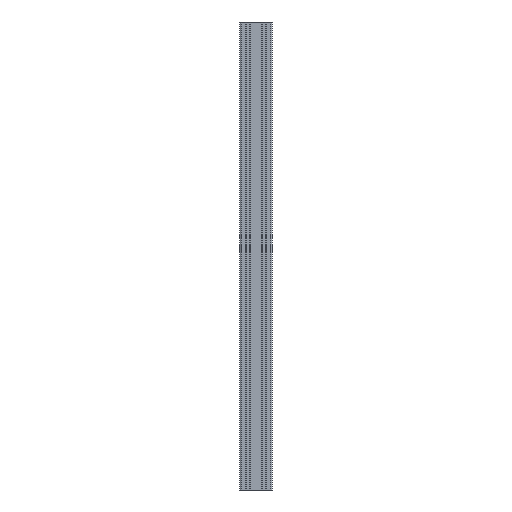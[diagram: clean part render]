
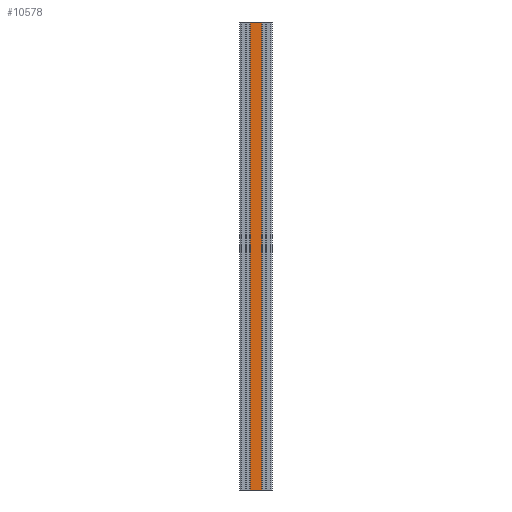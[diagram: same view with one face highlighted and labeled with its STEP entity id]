
A CAD part, front view. The second image highlights one B-rep face of the part: STEP entity #10578.
In plain terms, the highlighted planar face has unit normal (0, -1, 0).
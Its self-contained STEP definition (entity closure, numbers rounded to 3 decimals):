
#6775=CARTESIAN_POINT('',(30.138,-28.914,0.0));
#6776=VERTEX_POINT('',#6775);
#6783=CARTESIAN_POINT('',(-3.061,-28.914,0.0));
#6784=VERTEX_POINT('',#6783);
#6785=CARTESIAN_POINT('',(-3.061,-28.914,0.0));
#6786=DIRECTION('',(1.0,0.0,0.0));
#6787=VECTOR('',#6786,33.199);
#6788=LINE('',#6785,#6787);
#6789=EDGE_CURVE('',#6784,#6776,#6788,.T.);
#10536=CARTESIAN_POINT('',(30.138,-28.914,1300.0));
#10537=VERTEX_POINT('',#10536);
#10544=CARTESIAN_POINT('',(30.138,-28.914,0.0));
#10545=DIRECTION('',(0.0,0.0,1.0));
#10546=VECTOR('',#10545,1300.0);
#10547=LINE('',#10544,#10546);
#10548=EDGE_CURVE('',#6776,#10537,#10547,.T.);
#10555=CARTESIAN_POINT('',(30.138,-28.914,0.0));
#10556=DIRECTION('',(0.0,-1.0,0.0));
#10557=DIRECTION('',(0.0,0.0,-1.0));
#10558=AXIS2_PLACEMENT_3D('',#10555,#10556,#10557);
#10559=PLANE('',#10558);
#10560=CARTESIAN_POINT('',(-3.061,-28.914,1300.0));
#10561=VERTEX_POINT('',#10560);
#10562=CARTESIAN_POINT('',(30.138,-28.914,1300.0));
#10563=DIRECTION('',(-1.0,0.0,0.0));
#10564=VECTOR('',#10563,33.199);
#10565=LINE('',#10562,#10564);
#10566=EDGE_CURVE('',#10537,#10561,#10565,.T.);
#10567=ORIENTED_EDGE('',*,*,#10566,.T.);
#10568=CARTESIAN_POINT('',(-3.061,-28.914,0.0));
#10569=DIRECTION('',(0.0,0.0,1.0));
#10570=VECTOR('',#10569,1300.0);
#10571=LINE('',#10568,#10570);
#10572=EDGE_CURVE('',#6784,#10561,#10571,.T.);
#10573=ORIENTED_EDGE('',*,*,#10572,.F.);
#10574=ORIENTED_EDGE('',*,*,#6789,.T.);
#10575=ORIENTED_EDGE('',*,*,#10548,.T.);
#10576=EDGE_LOOP('',(#10567,#10573,#10574,#10575));
#10577=FACE_OUTER_BOUND('',#10576,.T.);
#10578=ADVANCED_FACE('',(#10577),#10559,.T.);
